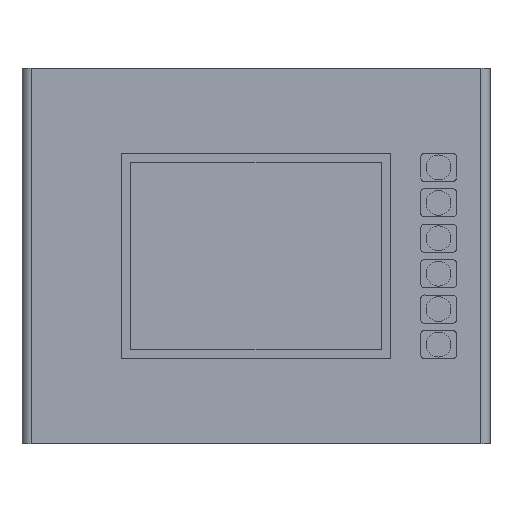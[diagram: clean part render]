
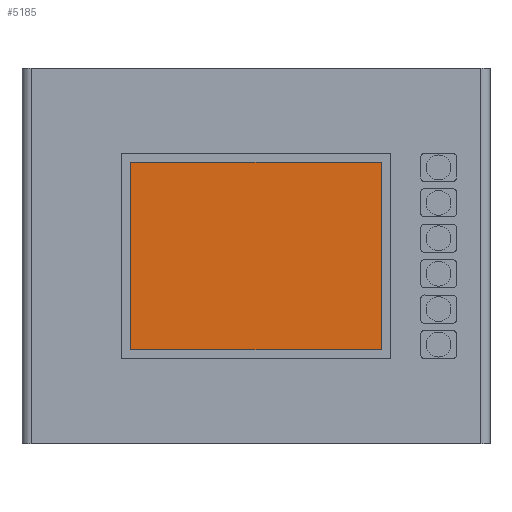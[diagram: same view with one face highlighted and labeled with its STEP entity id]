
A CAD part, front view. The second image highlights one B-rep face of the part: STEP entity #5185.
In plain terms, the highlighted planar face has unit normal (0, -1, 0).
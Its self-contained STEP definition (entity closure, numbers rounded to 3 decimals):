
#5146=CARTESIAN_POINT('POINT12021',(35.306,-4.746,26.416)
   );
#5147=VERTEX_POINT('VERTEX12021',#5146);
#5148=CARTESIAN_POINT('POINT12022',(35.306,-4.746,-26.416
   ));
#5149=VERTEX_POINT('VERTEX12022',#5148);
#5150=CARTESIAN_POINT('POS22620',(35.306,-4.746,0.));
#5151=DIRECTION('DIR29623',(0.,0.,-1.));
#5152=VECTOR('VEC15617',#5151,25.4);
#5153=LINE('STRAIGHT15617',#5150,#5152);
#5154=EDGE_CURVE('EDGE18301',#5147,#5149,#5153,.T.);
#5155=ORIENTED_EDGE('COEDGE36585',*,*,#5154,.F.);
#5156=CARTESIAN_POINT('POINT12023',(-35.306,-4.746,26.416
   ));
#5157=VERTEX_POINT('VERTEX12023',#5156);
#5158=CARTESIAN_POINT('POS22621',(0.,-4.746,26.416));
#5159=DIRECTION('DIR29624',(-1.,0.,0.));
#5160=VECTOR('VEC15618',#5159,25.4);
#5161=LINE('STRAIGHT15618',#5158,#5160);
#5162=EDGE_CURVE('EDGE18302',#5147,#5157,#5161,.T.);
#5163=ORIENTED_EDGE('COEDGE36586',*,*,#5162,.T.);
#5164=CARTESIAN_POINT('POINT12024',(-35.306,-4.746,
   -26.416));
#5165=VERTEX_POINT('VERTEX12024',#5164);
#5166=CARTESIAN_POINT('POS22622',(-35.306,-4.746,0.));
#5167=DIRECTION('DIR29625',(0.,0.,-1.));
#5168=VECTOR('VEC15619',#5167,25.4);
#5169=LINE('STRAIGHT15619',#5166,#5168);
#5170=EDGE_CURVE('EDGE18303',#5157,#5165,#5169,.T.);
#5171=ORIENTED_EDGE('COEDGE36587',*,*,#5170,.T.);
#5172=CARTESIAN_POINT('POS22623',(0.,-4.746,-26.416));
#5173=DIRECTION('DIR29626',(1.,0.,0.));
#5174=VECTOR('VEC15620',#5173,25.4);
#5175=LINE('STRAIGHT15620',#5172,#5174);
#5176=EDGE_CURVE('EDGE18304',#5165,#5149,#5175,.T.);
#5177=ORIENTED_EDGE('COEDGE36588',*,*,#5176,.T.);
#5178=EDGE_LOOP('NONE',(#5155,#5163,#5171,#5177));
#5179=FACE_BOUND('LOOP1',#5178,.T.);
#5180=CARTESIAN_POINT('POS22624',(0.,-4.746,0.));
#5181=DIRECTION('DIR29627',(0.,-1.,0.));
#5182=DIRECTION('DIR29628',(1.,0.,0.));
#5183=AXIS2_PLACEMENT_3D('AXIS7004',#5180,#5181,#5182);
#5184=PLANE('PLANE5267',#5183);
#5185=ADVANCED_FACE('FACE7020',(#5179),#5184,.T.);
